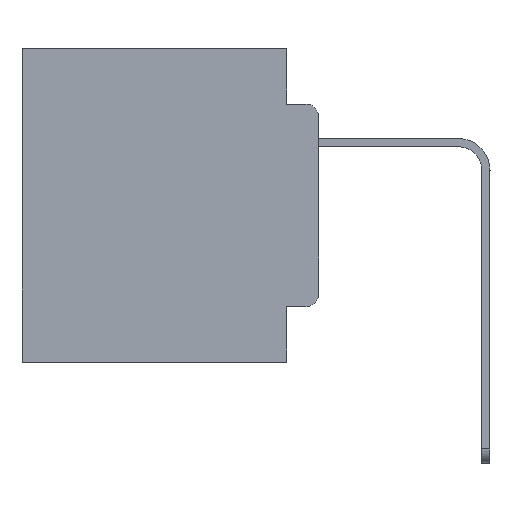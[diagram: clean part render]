
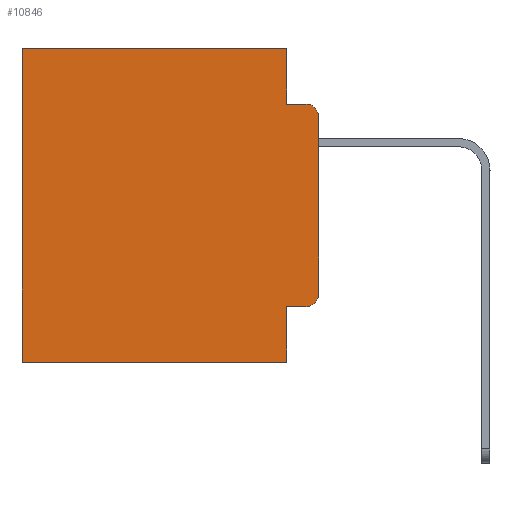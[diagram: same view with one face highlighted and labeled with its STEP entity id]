
A CAD part, left-side view. The second image highlights one B-rep face of the part: STEP entity #10846.
In plain terms, the highlighted planar face has unit normal (-1, 0, 0).
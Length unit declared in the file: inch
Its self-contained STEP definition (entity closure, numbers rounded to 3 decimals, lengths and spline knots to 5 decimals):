
#139 = VERTEX_POINT ( 'NONE', #18292 ) ;
#302 = ORIENTED_EDGE ( 'NONE', *, *, #18746, .F. ) ;
#841 = ORIENTED_EDGE ( 'NONE', *, *, #3479, .F. ) ;
#1195 = VERTEX_POINT ( 'NONE', #7016 ) ;
#1239 = AXIS2_PLACEMENT_3D ( 'NONE', #1302, #17584, #5758 ) ;
#1302 = CARTESIAN_POINT ( 'NONE',  ( 0.298, 0., 0. ) ) ;
#1481 = CARTESIAN_POINT ( 'NONE',  ( 0.298, 0.051, -0.4115 ) ) ;
#1484 = DIRECTION ( 'NONE',  ( -1., 0., 0. ) ) ;
#1951 = VECTOR ( 'NONE', #9138, 39.37008 ) ;
#2496 = AXIS2_PLACEMENT_3D ( 'NONE', #14987, #11106, #13066 ) ;
#2673 = VERTEX_POINT ( 'NONE', #13943 ) ;
#2826 = EDGE_CURVE ( 'NONE', #10922, #11074, #3021, .T. ) ;
#3021 = CIRCLE ( 'NONE', #2496, 0.02 ) ;
#3153 = CARTESIAN_POINT ( 'NONE',  ( 0.298, 0.051, 0. ) ) ;
#3326 = EDGE_CURVE ( 'NONE', #10357, #24412, #20547, .T. ) ;
#3479 = EDGE_CURVE ( 'NONE', #139, #1195, #18961, .T. ) ;
#4026 = LINE ( 'NONE', #5028, #19626 ) ;
#4921 = VECTOR ( 'NONE', #17165, 39.37008 ) ;
#4995 = CARTESIAN_POINT ( 'NONE',  ( 0.298, 0.051, 0. ) ) ;
#5028 = CARTESIAN_POINT ( 'NONE',  ( 0.298, 0., -0.5 ) ) ;
#5110 = LINE ( 'NONE', #4995, #24461 ) ;
#5323 = PLANE ( 'NONE',  #1239 ) ;
#5758 = DIRECTION ( 'NONE',  ( 0., 0., -1. ) ) ;
#5773 = LINE ( 'NONE', #18721, #1951 ) ;
#6860 = CARTESIAN_POINT ( 'NONE',  ( 0.298, 0.051, -0.4115 ) ) ;
#7016 = CARTESIAN_POINT ( 'NONE',  ( 0.298, 0.02, -0.0885 ) ) ;
#7801 = VERTEX_POINT ( 'NONE', #7830 ) ;
#7823 = CARTESIAN_POINT ( 'NONE',  ( 0.298, 0., 0. ) ) ;
#7830 = CARTESIAN_POINT ( 'NONE',  ( 0.298, 0.051, -0.5 ) ) ;
#8326 = ORIENTED_EDGE ( 'NONE', *, *, #22410, .F. ) ;
#8475 = ORIENTED_EDGE ( 'NONE', *, *, #19590, .F. ) ;
#8562 = CIRCLE ( 'NONE', #9420, 0.02 ) ;
#9138 = DIRECTION ( 'NONE',  ( 0., 0., -1. ) ) ;
#9276 = CARTESIAN_POINT ( 'NONE',  ( 0.298, 0.473, -0.5 ) ) ;
#9420 = AXIS2_PLACEMENT_3D ( 'NONE', #9616, #1484, #13446 ) ;
#9616 = CARTESIAN_POINT ( 'NONE',  ( 0.298, 0.02, -0.1085 ) ) ;
#9974 = CARTESIAN_POINT ( 'NONE',  ( 0.298, 0.473, 0. ) ) ;
#10357 = VERTEX_POINT ( 'NONE', #26145 ) ;
#10846 = ADVANCED_FACE ( 'NONE', ( #15801 ), #5323, .F. ) ;
#10871 = CARTESIAN_POINT ( 'NONE',  ( 0.298, 0.051, -0.0885 ) ) ;
#10922 = VERTEX_POINT ( 'NONE', #19790 ) ;
#10986 = ORIENTED_EDGE ( 'NONE', *, *, #3326, .T. ) ;
#11074 = VERTEX_POINT ( 'NONE', #24263 ) ;
#11106 = DIRECTION ( 'NONE',  ( -1., 0., 0. ) ) ;
#12105 = DIRECTION ( 'NONE',  ( 0., 0., -1. ) ) ;
#13066 = DIRECTION ( 'NONE',  ( 0., 0., -1. ) ) ;
#13257 = DIRECTION ( 'NONE',  ( 0., 1., 0. ) ) ;
#13446 = DIRECTION ( 'NONE',  ( 0., 0., -1. ) ) ;
#13931 = VERTEX_POINT ( 'NONE', #9276 ) ;
#13943 = CARTESIAN_POINT ( 'NONE',  ( 0.298, 0., -0.1085 ) ) ;
#14103 = EDGE_CURVE ( 'NONE', #2673, #1195, #8562, .T. ) ;
#14214 = EDGE_CURVE ( 'NONE', #24412, #13931, #15858, .T. ) ;
#14488 = ORIENTED_EDGE ( 'NONE', *, *, #14103, .T. ) ;
#14987 = CARTESIAN_POINT ( 'NONE',  ( 0.298, 0.02, -0.3915 ) ) ;
#15437 = DIRECTION ( 'NONE',  ( 0., 0., -1. ) ) ;
#15662 = EDGE_CURVE ( 'NONE', #21867, #10922, #25543, .T. ) ;
#15801 = FACE_OUTER_BOUND ( 'NONE', #19934, .T. ) ;
#15829 = ORIENTED_EDGE ( 'NONE', *, *, #2826, .T. ) ;
#15858 = LINE ( 'NONE', #9974, #23431 ) ;
#16920 = DIRECTION ( 'NONE',  ( 0., 0., -1. ) ) ;
#17165 = DIRECTION ( 'NONE',  ( 0., -1., 0. ) ) ;
#17584 = DIRECTION ( 'NONE',  ( 1., 0., 0. ) ) ;
#18013 = VECTOR ( 'NONE', #26134, 39.37008 ) ;
#18292 = CARTESIAN_POINT ( 'NONE',  ( 0.298, 0.051, -0.0885 ) ) ;
#18721 = CARTESIAN_POINT ( 'NONE',  ( 0.298, 0., 0. ) ) ;
#18746 = EDGE_CURVE ( 'NONE', #21867, #7801, #5110, .T. ) ;
#18961 = LINE ( 'NONE', #10871, #23036 ) ;
#19481 = ORIENTED_EDGE ( 'NONE', *, *, #15662, .T. ) ;
#19590 = EDGE_CURVE ( 'NONE', #7801, #13931, #4026, .T. ) ;
#19626 = VECTOR ( 'NONE', #13257, 39.37008 ) ;
#19790 = CARTESIAN_POINT ( 'NONE',  ( 0.298, 0.02, -0.4115 ) ) ;
#19934 = EDGE_LOOP ( 'NONE', ( #21296, #14488, #841, #8326, #10986, #24903, #8475, #302, #19481, #15829 ) ) ;
#19985 = VECTOR ( 'NONE', #15437, 39.37008 ) ;
#20012 = EDGE_CURVE ( 'NONE', #2673, #11074, #5773, .T. ) ;
#20547 = LINE ( 'NONE', #7823, #18013 ) ;
#20907 = LINE ( 'NONE', #3153, #19985 ) ;
#21296 = ORIENTED_EDGE ( 'NONE', *, *, #20012, .F. ) ;
#21867 = VERTEX_POINT ( 'NONE', #1481 ) ;
#22410 = EDGE_CURVE ( 'NONE', #10357, #139, #20907, .T. ) ;
#23036 = VECTOR ( 'NONE', #24810, 39.37008 ) ;
#23431 = VECTOR ( 'NONE', #12105, 39.37008 ) ;
#23900 = CARTESIAN_POINT ( 'NONE',  ( 0.298, 0.473, 0. ) ) ;
#24263 = CARTESIAN_POINT ( 'NONE',  ( 0.298, 0., -0.3915 ) ) ;
#24412 = VERTEX_POINT ( 'NONE', #23900 ) ;
#24461 = VECTOR ( 'NONE', #16920, 39.37008 ) ;
#24810 = DIRECTION ( 'NONE',  ( 0., -1., 0. ) ) ;
#24903 = ORIENTED_EDGE ( 'NONE', *, *, #14214, .T. ) ;
#25543 = LINE ( 'NONE', #6860, #4921 ) ;
#26134 = DIRECTION ( 'NONE',  ( 0., 1., 0. ) ) ;
#26145 = CARTESIAN_POINT ( 'NONE',  ( 0.298, 0.051, 0. ) ) ;
